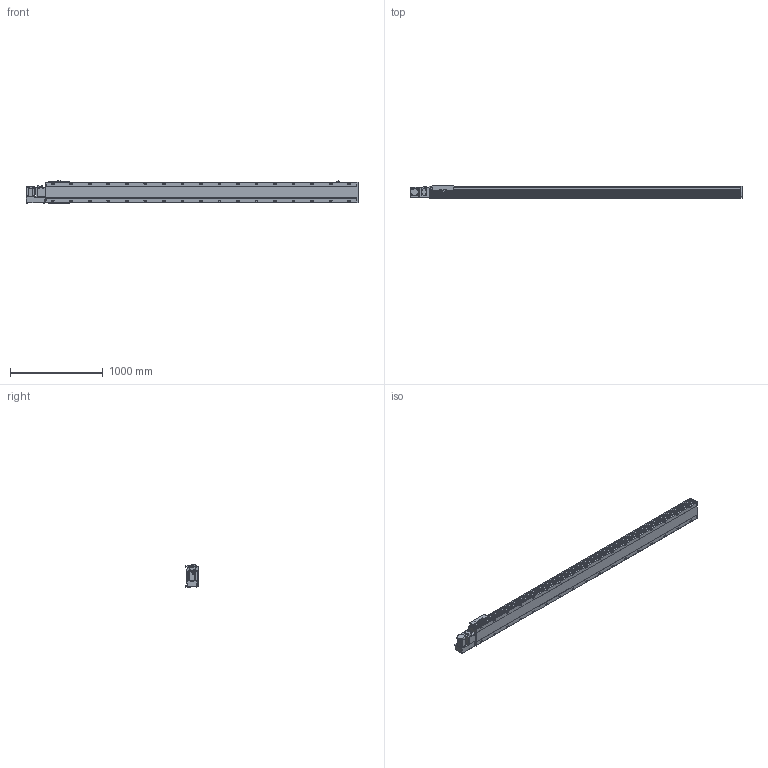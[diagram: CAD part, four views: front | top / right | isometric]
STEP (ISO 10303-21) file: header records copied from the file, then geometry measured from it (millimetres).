
FILE_DESCRIPTION (( 'STEP AP214' ), '1' );
FILE_NAME ('WEX220BL-040LC-3000XXXX.STEP', '2025-02-28T17:12:28', ( '' ), ( '' ), 'SwSTEP 2.0', 'SolidWorks 2022', '' );
FILE_SCHEMA (( 'AUTOMOTIVE_DESIGN' ));
Length unit declared in the file: millimetre
Products named in the file (9): WEX220-3000B-2; WEX220BL-040LC-3000XXXX; WEX220-3000B-1; WEX220-3000BSENSOR; WEX220-3000B-4; WEX220-3000B-3; FANG STICKER; WEX220-3000BMOTOR; WEX220-3000BCARRIAGE
Assembly tree (8 placements, depth 2):
  WEX220BL-040LC-3000XXXX
    WEX220-3000B-2
    WEX220-3000BCARRIAGE
    WEX220-3000B-3
    WEX220-3000BSENSOR  x3
    WEX220-3000BMOTOR
    FANG STICKER
  WEX220-3000B-1
  WEX220-3000B-4
Bounding box: 3582.8 x 134 x 239.56 mm (x, y, z)
Volume: 47226222.4 mm3; surface area: 4441328.1 mm2
Topology: 8 solids, 11 shells, 1889 faces, 4594 edges, 2978 vertices
Faces by surface type: plane 1215, cylinder 492, cone 156, torus 26
Entity records: 48982 total; most frequent: CARTESIAN_POINT 8844, DIRECTION 8266, ORIENTED_EDGE 7924, EDGE_CURVE 3962, VECTOR 2850, LINE 2850, AXIS2_PLACEMENT_3D 2708, VERTEX_POINT 2574
